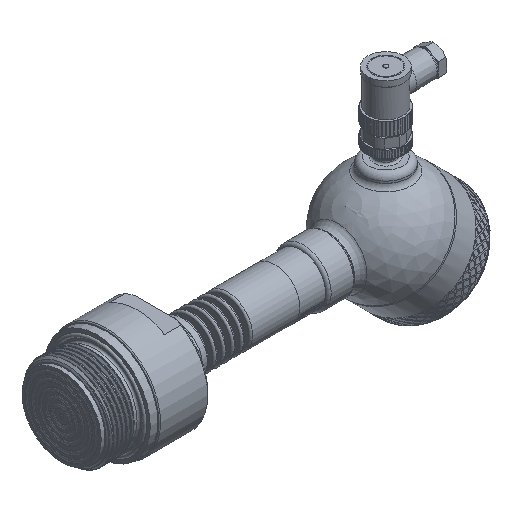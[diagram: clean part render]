
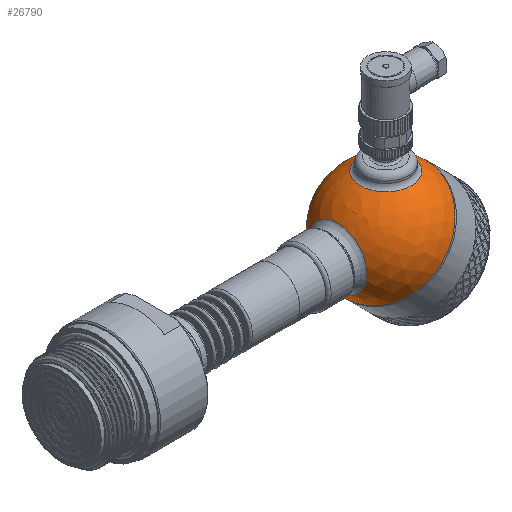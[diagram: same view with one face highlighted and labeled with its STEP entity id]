
A CAD part, isometric view. The second image highlights one B-rep face of the part: STEP entity #26790.
In plain terms, the highlighted spherical face has radius 30 mm.
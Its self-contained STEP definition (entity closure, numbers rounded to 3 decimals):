
#120=SPHERICAL_SURFACE('',#28349,30.);
#196=CIRCLE('',#28346,15.643);
#199=CIRCLE('',#28350,30.);
#200=CIRCLE('',#28351,30.);
#201=CIRCLE('',#28352,30.);
#202=CIRCLE('',#28353,13.5);
#1278=FACE_BOUND('',#5934,.T.);
#1279=FACE_BOUND('',#5935,.T.);
#4189=FACE_OUTER_BOUND('',#5933,.T.);
#5933=EDGE_LOOP('',(#19051,#19052,#19053,#19054));
#5934=EDGE_LOOP('',(#19055));
#5935=EDGE_LOOP('',(#19056));
#10825=VERTEX_POINT('',#42156);
#10827=VERTEX_POINT('',#42162);
#10828=VERTEX_POINT('',#42163);
#10829=VERTEX_POINT('',#42165);
#10830=VERTEX_POINT('',#42168);
#13948=EDGE_CURVE('',#10825,#10825,#196,.T.);
#13951=EDGE_CURVE('',#10827,#10828,#199,.T.);
#13952=EDGE_CURVE('',#10827,#10829,#200,.T.);
#13953=EDGE_CURVE('',#10828,#10827,#201,.T.);
#13954=EDGE_CURVE('',#10830,#10830,#202,.T.);
#19051=ORIENTED_EDGE('',*,*,#13951,.F.);
#19052=ORIENTED_EDGE('',*,*,#13952,.T.);
#19053=ORIENTED_EDGE('',*,*,#13952,.F.);
#19054=ORIENTED_EDGE('',*,*,#13953,.F.);
#19055=ORIENTED_EDGE('',*,*,#13948,.F.);
#19056=ORIENTED_EDGE('',*,*,#13954,.F.);
#26790=ADVANCED_FACE('',(#4189,#1278,#1279),#120,.T.);
#28346=AXIS2_PLACEMENT_3D('',#42157,#30386,#30387);
#28349=AXIS2_PLACEMENT_3D('',#42161,#30392,#30393);
#28350=AXIS2_PLACEMENT_3D('',#42164,#30394,#30395);
#28351=AXIS2_PLACEMENT_3D('',#42166,#30396,#30397);
#28352=AXIS2_PLACEMENT_3D('',#42167,#30398,#30399);
#28353=AXIS2_PLACEMENT_3D('',#42169,#30400,#30401);
#30386=DIRECTION('center_axis',(-0.707,0.,0.707));
#30387=DIRECTION('ref_axis',(0.707,0.,0.707));
#30392=DIRECTION('center_axis',(1.,0.,0.));
#30393=DIRECTION('ref_axis',(0.,-1.,0.));
#30394=DIRECTION('center_axis',(1.,0.,0.));
#30395=DIRECTION('ref_axis',(0.,1.,0.));
#30396=DIRECTION('center_axis',(0.,0.,1.));
#30397=DIRECTION('ref_axis',(0.,1.,0.));
#30398=DIRECTION('center_axis',(1.,0.,0.));
#30399=DIRECTION('ref_axis',(0.,1.,0.));
#30400=DIRECTION('center_axis',(-0.707,0.,-0.707));
#30401=DIRECTION('ref_axis',(-0.707,0.,0.707));
#42156=CARTESIAN_POINT('',(-29.162,0.,7.04));
#42157=CARTESIAN_POINT('Origin',(-18.101,0.,18.101));
#42161=CARTESIAN_POINT('Origin',(0.,0.,0.));
#42162=CARTESIAN_POINT('',(0.,30.,0.));
#42163=CARTESIAN_POINT('',(0.,-30.,0.));
#42164=CARTESIAN_POINT('Origin',(0.,0.,0.));
#42165=CARTESIAN_POINT('',(-30.,0.,0.));
#42166=CARTESIAN_POINT('Origin',(0.,0.,0.));
#42167=CARTESIAN_POINT('Origin',(0.,0.,0.));
#42168=CARTESIAN_POINT('',(-9.398,0.,-28.49));
#42169=CARTESIAN_POINT('Origin',(-18.944,0.,-18.944));
